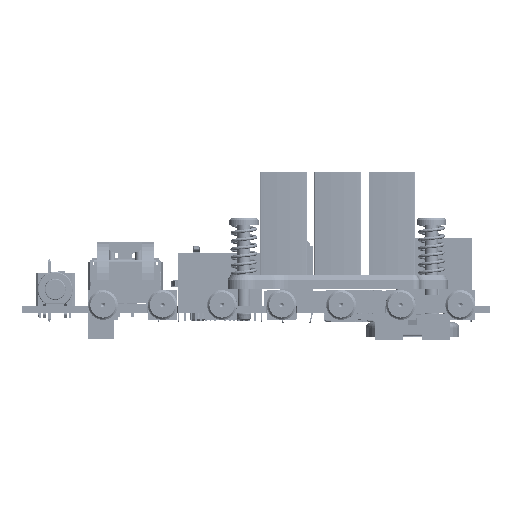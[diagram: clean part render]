
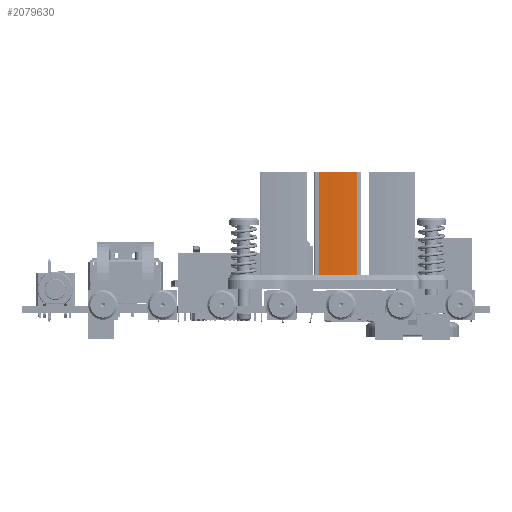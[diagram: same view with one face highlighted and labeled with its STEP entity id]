
A CAD part, front view. The second image highlights one B-rep face of the part: STEP entity #2079630.
In plain terms, the highlighted cylindrical face has radius 58 mm (diameter 116 mm), a partial arc.
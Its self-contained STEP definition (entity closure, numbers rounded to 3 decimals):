
#2046770=CARTESIAN_POINT('',(0.,3.,-41.505));
#2046780=DIRECTION('',(0.,-1.,0.));
#2046790=DIRECTION('',(0.07,0.,0.998));
#2046800=AXIS2_PLACEMENT_3D('',#2046770,#2046780,#2046790);
#2046810=CIRCLE('',#2046800,58.);
#2046820=CARTESIAN_POINT('',(4.06,3.,16.353));
#2046830=VERTEX_POINT('',#2046820);
#2046840=CARTESIAN_POINT('',(-4.06,3.,16.353));
#2046850=VERTEX_POINT('',#2046840);
#2046860=EDGE_CURVE('',#2046830,#2046850,#2046810,.T.);
#2077790=CARTESIAN_POINT('',(-4.06,25.,16.353));
#2077800=VERTEX_POINT('',#2077790);
#2077830=CARTESIAN_POINT('',(-4.06,25.,16.353));
#2077840=DIRECTION('',(0.,-1.,0.));
#2077850=VECTOR('',#2077840,1.);
#2077860=LINE('',#2077830,#2077850);
#2077870=EDGE_CURVE('',#2077800,#2046850,#2077860,.T.);
#2079310=CARTESIAN_POINT('',(4.06,25.,16.353));
#2079320=VERTEX_POINT('',#2079310);
#2079370=CARTESIAN_POINT('',(4.06,3.,16.353));
#2079380=DIRECTION('',(0.,1.,0.));
#2079390=VECTOR('',#2079380,1.);
#2079400=LINE('',#2079370,#2079390);
#2079410=EDGE_CURVE('',#2046830,#2079320,#2079400,.T.);
#2079460=CARTESIAN_POINT('',(0.,3.,-41.505));
#2079470=DIRECTION('',(0.,1.,0.));
#2079480=DIRECTION('',(0.,0.,1.));
#2079490=AXIS2_PLACEMENT_3D('',#2079460,#2079470,#2079480);
#2079500=CYLINDRICAL_SURFACE('',#2079490,58.);
#2079510=CARTESIAN_POINT('',(0.,25.,-41.505));
#2079520=DIRECTION('',(0.,1.,0.));
#2079530=DIRECTION('',(0.,0.,1.));
#2079540=AXIS2_PLACEMENT_3D('',#2079510,#2079520,#2079530);
#2079550=CIRCLE('',#2079540,58.);
#2079560=EDGE_CURVE('',#2077800,#2079320,#2079550,.T.);
#2079570=ORIENTED_EDGE('',*,*,#2079560,.F.);
#2079580=ORIENTED_EDGE('',*,*,#2079410,.T.);
#2079590=ORIENTED_EDGE('',*,*,#2046860,.F.);
#2079600=ORIENTED_EDGE('',*,*,#2077870,.T.);
#2079610=EDGE_LOOP('',(#2079600,#2079590,#2079580,#2079570));
#2079620=FACE_OUTER_BOUND('',#2079610,.T.);
#2079630=ADVANCED_FACE('',(#2079620),#2079500,.T.);
